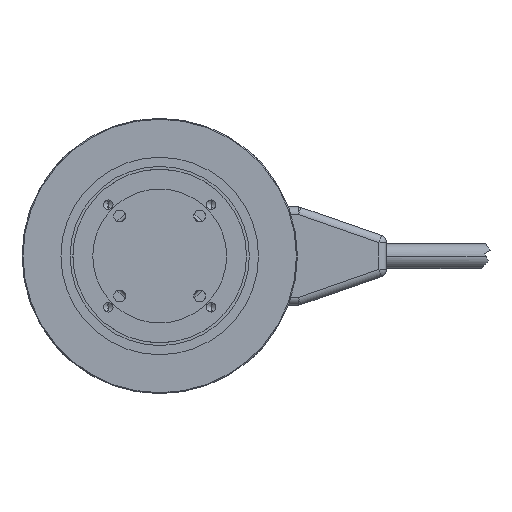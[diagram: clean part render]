
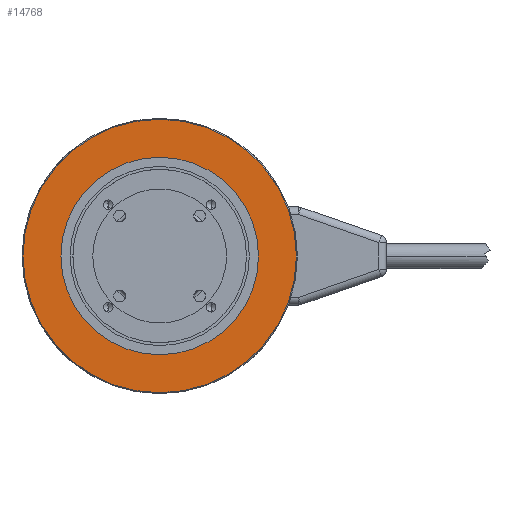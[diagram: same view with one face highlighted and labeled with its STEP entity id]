
A CAD part, left-side view. The second image highlights one B-rep face of the part: STEP entity #14768.
In plain terms, the highlighted planar face has unit normal (-1, 0, 0).
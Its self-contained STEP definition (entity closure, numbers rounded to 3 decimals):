
#912 = ORIENTED_EDGE ( 'NONE', *, *, #11996, .T. ) ;
#914 = ORIENTED_EDGE ( 'NONE', *, *, #12016, .T. ) ;
#916 = ORIENTED_EDGE ( 'NONE', *, *, #12012, .F. ) ;
#918 = ORIENTED_EDGE ( 'NONE', *, *, #11997, .F. ) ;
#1306 = EDGE_LOOP ( 'NONE', ( #916, #918 ) ) ;
#1398 = VERTEX_POINT ( 'NONE', #20367 ) ;
#1416 = VERTEX_POINT ( 'NONE', #20385 ) ;
#1464 = VERTEX_POINT ( 'NONE', #20433 ) ;
#2321 = EDGE_LOOP ( 'NONE', ( #912, #914 ) ) ;
#4752 = AXIS2_PLACEMENT_3D ( 'NONE', #15720, #15719, #15724 ) ;
#5060 = AXIS2_PLACEMENT_3D ( 'NONE', #22242, #22243, #22244 ) ;
#5061 = AXIS2_PLACEMENT_3D ( 'NONE', #22236, #22237, #22238 ) ;
#5068 = AXIS2_PLACEMENT_3D ( 'NONE', #22204, #22205, #22206 ) ;
#5069 = AXIS2_PLACEMENT_3D ( 'NONE', #22201, #22202, #22203 ) ;
#9231 = CIRCLE ( 'NONE', #5068, 36.25 ) ;
#9233 = CIRCLE ( 'NONE', #5069, 26.18 ) ;
#9251 = CIRCLE ( 'NONE', #5061, 36.25 ) ;
#9252 = CIRCLE ( 'NONE', #5060, 26.18 ) ;
#11228 = CARTESIAN_POINT ( 'NONE',  ( -25.4, 0., 26.18 ) ) ;
#11996 = EDGE_CURVE ( 'NONE', #1398, #15091, #9233, .T. ) ;
#11997 = EDGE_CURVE ( 'NONE', #1464, #1416, #9231, .T. ) ;
#12012 = EDGE_CURVE ( 'NONE', #1416, #1464, #9251, .T. ) ;
#12016 = EDGE_CURVE ( 'NONE', #15091, #1398, #9252, .T. ) ;
#14768 = ADVANCED_FACE ( 'NONE', ( #21444, #21448 ), #15722, .T. ) ;
#15091 = VERTEX_POINT ( 'NONE', #11228 ) ;
#15719 = DIRECTION ( 'NONE',  ( -1., 0., 0. ) ) ;
#15720 = CARTESIAN_POINT ( 'NONE',  ( -25.4, 36.25, 0. ) ) ;
#15722 = PLANE ( 'NONE',  #4752 ) ;
#15724 = DIRECTION ( 'NONE',  ( 0., 0., 1. ) ) ;
#20367 = CARTESIAN_POINT ( 'NONE',  ( -25.4, 0., -26.18 ) ) ;
#20385 = CARTESIAN_POINT ( 'NONE',  ( -25.4, 0., -36.25 ) ) ;
#20433 = CARTESIAN_POINT ( 'NONE',  ( -25.4, 0., 36.25 ) ) ;
#21444 = FACE_BOUND ( 'NONE', #2321, .T. ) ;
#21448 = FACE_OUTER_BOUND ( 'NONE', #1306, .T. ) ;
#22201 = CARTESIAN_POINT ( 'NONE',  ( -25.4, 0., 0. ) ) ;
#22202 = DIRECTION ( 'NONE',  ( 1., 0., 0. ) ) ;
#22203 = DIRECTION ( 'NONE',  ( 0., 0., -1. ) ) ;
#22204 = CARTESIAN_POINT ( 'NONE',  ( -25.4, 0., 0. ) ) ;
#22205 = DIRECTION ( 'NONE',  ( 1., 0., 0. ) ) ;
#22206 = DIRECTION ( 'NONE',  ( 0., 0., -1. ) ) ;
#22236 = CARTESIAN_POINT ( 'NONE',  ( -25.4, 0., 0. ) ) ;
#22237 = DIRECTION ( 'NONE',  ( 1., 0., 0. ) ) ;
#22238 = DIRECTION ( 'NONE',  ( 0., 0., -1. ) ) ;
#22242 = CARTESIAN_POINT ( 'NONE',  ( -25.4, 0., 0. ) ) ;
#22243 = DIRECTION ( 'NONE',  ( 1., 0., 0. ) ) ;
#22244 = DIRECTION ( 'NONE',  ( 0., 0., -1. ) ) ;
